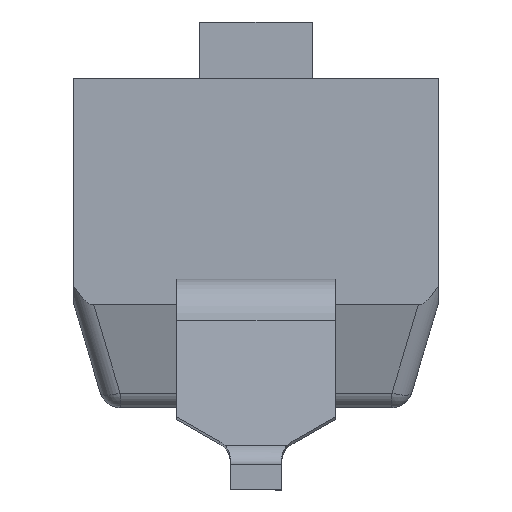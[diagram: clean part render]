
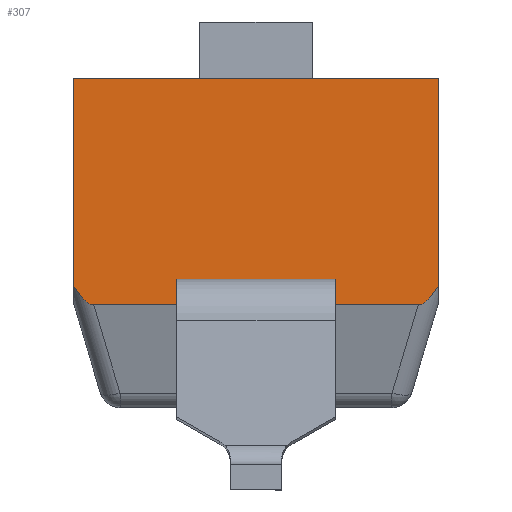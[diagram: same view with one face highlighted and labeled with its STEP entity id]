
A CAD part, left-side view. The second image highlights one B-rep face of the part: STEP entity #307.
In plain terms, the highlighted planar face has unit normal (-1, 0, 0).
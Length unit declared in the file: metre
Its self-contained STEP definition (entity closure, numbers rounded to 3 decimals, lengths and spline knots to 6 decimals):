
#307=ADVANCED_FACE('2:635',(#548),#549,.T.);
#548=FACE_OUTER_BOUND('',#932,.T.);
#549=PLANE('',#933);
#932=EDGE_LOOP('',(#1706,#1707,#1708,#1709,#1710,#1711,#1712,#1713,#1714,#1715));
#933=AXIS2_PLACEMENT_3D('',#1716,#1717,#1718);
#1706=ORIENTED_EDGE('',*,*,#2669,.T.);
#1707=ORIENTED_EDGE('',*,*,#2721,.F.);
#1708=ORIENTED_EDGE('',*,*,#2722,.F.);
#1709=ORIENTED_EDGE('',*,*,#2723,.F.);
#1710=ORIENTED_EDGE('',*,*,#2724,.T.);
#1711=ORIENTED_EDGE('',*,*,#2725,.T.);
#1712=ORIENTED_EDGE('',*,*,#2726,.T.);
#1713=ORIENTED_EDGE('',*,*,#2727,.F.);
#1714=ORIENTED_EDGE('',*,*,#2728,.T.);
#1715=ORIENTED_EDGE('',*,*,#2704,.T.);
#1716=CARTESIAN_POINT('',(0.005877,0.003093,-0.021013));
#1717=DIRECTION('',(-1.0,0.,0.));
#1718=DIRECTION('',(0.,0.0,1.0));
#2669=EDGE_CURVE('2:818',#3258,#3256,#3259,.T.);
#2704=EDGE_CURVE('2:863',#3317,#3258,#3318,.T.);
#2721=EDGE_CURVE('2:914',#3343,#3256,#3344,.T.);
#2722=EDGE_CURVE('2:917',#3345,#3343,#3346,.T.);
#2723=EDGE_CURVE('2:920',#3347,#3345,#3348,.T.);
#2724=EDGE_CURVE('2:923',#3347,#3349,#3350,.T.);
#2725=EDGE_CURVE('2:926',#3349,#3351,#3352,.T.);
#2726=EDGE_CURVE('2:929',#3351,#3353,#3354,.T.);
#2727=EDGE_CURVE('2:932',#3355,#3353,#3356,.T.);
#2728=EDGE_CURVE('2:935',#3355,#3317,#3357,.T.);
#3256=VERTEX_POINT('NONE',#4013);
#3258=VERTEX_POINT('NONE',#4016);
#3259=LINE('',#4017,#4018);
#3317=VERTEX_POINT('NONE',#4110);
#3318=LINE('',#4111,#4112);
#3343=VERTEX_POINT('NONE',#4145);
#3344=LINE('',#4146,#4147);
#3345=VERTEX_POINT('NONE',#4148);
#3346=ELLIPSE('',#4149,0.000724,0.0002);
#3347=VERTEX_POINT('NONE',#4150);
#3348=LINE('',#4151,#4152);
#3349=VERTEX_POINT('NONE',#4153);
#3350=LINE('',#4154,#4155);
#3351=VERTEX_POINT('NONE',#4156);
#3352=LINE('',#4157,#4158);
#3353=VERTEX_POINT('NONE',#4159);
#3354=LINE('',#4160,#4161);
#3355=VERTEX_POINT('NONE',#4162);
#3356=LINE('',#4163,#4164);
#3357=ELLIPSE('',#4165,0.000724,0.0002);
#4013=CARTESIAN_POINT('',(0.005877,0.003093,-0.003233));
#4016=CARTESIAN_POINT('',(0.005877,0.003093,0.000307));
#4017=CARTESIAN_POINT('',(0.005877,0.003093,0.000307));
#4018=VECTOR('',#4848,1.0);
#4110=CARTESIAN_POINT('',(0.005877,0.001077,0.000307));
#4111=CARTESIAN_POINT('',(0.005877,0.002593,0.000307));
#4112=VECTOR('',#4883,1.0);
#4145=CARTESIAN_POINT('',(0.005877,0.001077,-0.003233));
#4146=CARTESIAN_POINT('',(0.005877,0.002593,-0.003233));
#4147=VECTOR('',#4916,1.0);
#4148=CARTESIAN_POINT('',(0.005877,0.000893,-0.003041));
#4149=AXIS2_PLACEMENT_3D('',#4917,#4918,#4919);
#4150=CARTESIAN_POINT('',(0.005877,0.000893,-0.002233));
#4151=CARTESIAN_POINT('',(0.005877,0.000893,-0.002233));
#4152=VECTOR('',#4920,1.0);
#4153=CARTESIAN_POINT('',(0.005877,0.001143,-0.002233));
#4154=CARTESIAN_POINT('',(0.005877,0.000893,-0.002233));
#4155=VECTOR('',#4921,1.0);
#4156=CARTESIAN_POINT('',(0.005877,0.001143,-0.000693));
#4157=CARTESIAN_POINT('',(0.005877,0.001143,-0.002233));
#4158=VECTOR('',#4922,1.0);
#4159=CARTESIAN_POINT('',(0.005877,0.000893,-0.000693));
#4160=CARTESIAN_POINT('',(0.005877,0.001143,-0.000693));
#4161=VECTOR('',#4923,1.0);
#4162=CARTESIAN_POINT('',(0.005877,0.000893,0.000116));
#4163=CARTESIAN_POINT('',(0.005877,0.000893,0.000116));
#4164=VECTOR('',#4924,1.0);
#4165=AXIS2_PLACEMENT_3D('',#4925,#4926,#4927);
#4848=DIRECTION('',(0.,0.0,-1.0));
#4883=DIRECTION('',(0.,1.0,0.));
#4916=DIRECTION('',(0.,1.0,0.));
#4917=CARTESIAN_POINT('',(0.005877,0.001589,-0.003232));
#4918=DIRECTION('',(1.0,0.,0.));
#4919=DIRECTION('',(0.,0.958,-0.287));
#4920=DIRECTION('',(0.,0.,-1.0));
#4921=DIRECTION('',(0.,1.0,0.));
#4922=DIRECTION('',(0.,0.,1.0));
#4923=DIRECTION('',(0.,-1.0,0.));
#4924=DIRECTION('',(0.,0.,-1.0));
#4925=CARTESIAN_POINT('',(0.005877,0.001589,0.000307));
#4926=DIRECTION('',(-1.0,0.,0.));
#4927=DIRECTION('',(0.,0.958,0.287));
